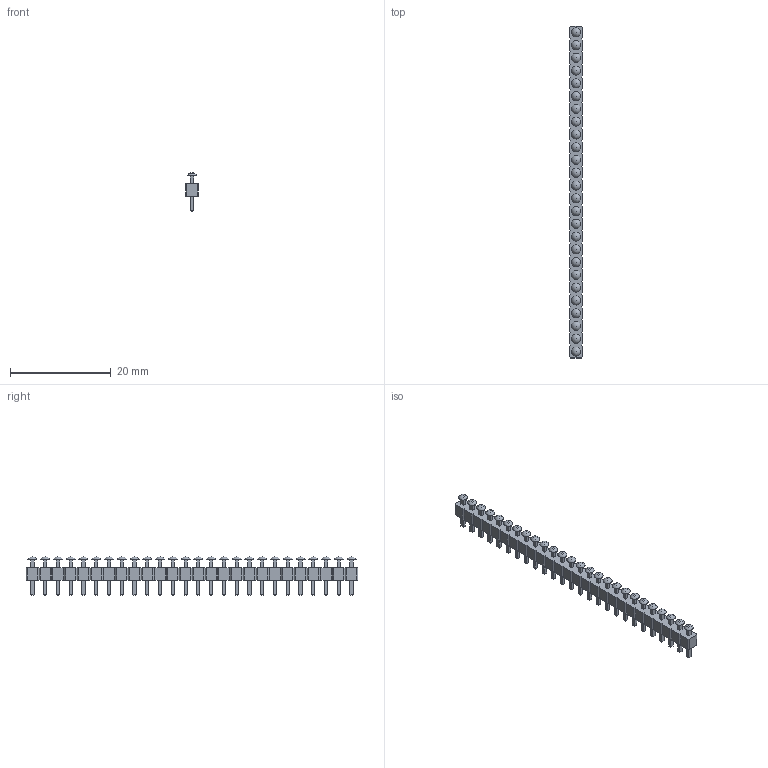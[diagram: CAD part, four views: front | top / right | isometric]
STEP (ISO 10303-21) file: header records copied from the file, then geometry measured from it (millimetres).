
FILE_DESCRIPTION(('FreeCAD Model'),'2;1');
FILE_NAME('Open CASCADE Shape Model','2024-04-19T08:50:50',(''),(''), 'Open CASCADE STEP processor 7.6','FreeCAD','Unknown');
FILE_SCHEMA(('AUTOMOTIVE_DESIGN { 1 0 10303 214 1 1 1 1 }'));
Length unit declared in the file: millimetre
Products named in the file (4): Unnamed; Cut; Array; Cut001
Assembly tree (28 placements, depth 3):
  Unnamed
    Cut
    Array
      Cut001  x26
Bounding box: 2.54 x 66.04 x 7.7 mm (x, y, z)
Volume: 490.5 mm3; surface area: 1182.5 mm2
Topology: 27 solids, 27 shells, 576 faces, 1384 edges, 888 vertices
Faces by surface type: plane 550, sphere 26
Entity records: 35729 total; most frequent: CARTESIAN_POINT 5531, DIRECTION 4827, LINE 3713, VECTOR 3713, ORIENTED_EDGE 2616, PCURVE 2616, DEFINITIONAL_REPRESENTATION 2616, EDGE_CURVE 1308
